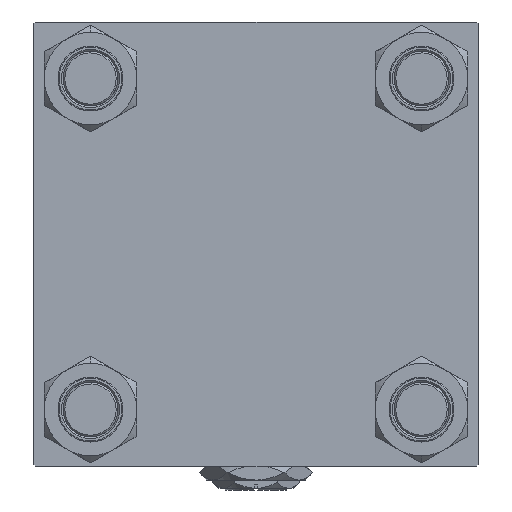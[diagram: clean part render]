
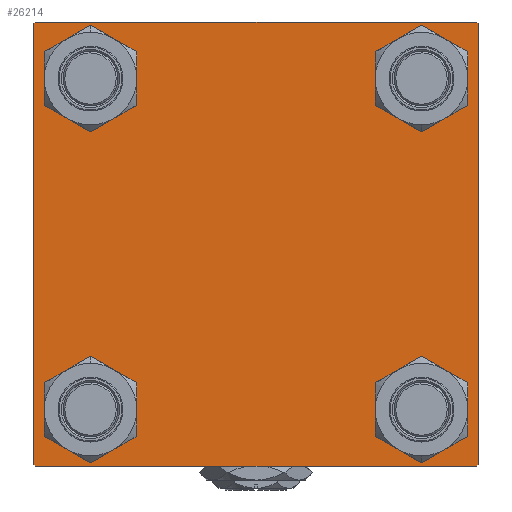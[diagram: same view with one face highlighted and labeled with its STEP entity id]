
A CAD part, left-side view. The second image highlights one B-rep face of the part: STEP entity #26214.
In plain terms, the highlighted planar face has unit normal (-1, 0, 0).
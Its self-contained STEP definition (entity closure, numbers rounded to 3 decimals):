
#831 = VERTEX_POINT ( 'NONE', #32042 ) ;
#959 = ORIENTED_EDGE ( 'NONE', *, *, #20212, .T. ) ;
#1733 = CIRCLE ( 'NONE', #8544, 8.5 ) ;
#1912 = EDGE_CURVE ( 'NONE', #26848, #831, #14248, .T. ) ;
#2238 = CARTESIAN_POINT ( 'NONE',  ( 0., -64.75, -64.75 ) ) ;
#3404 = DIRECTION ( 'NONE',  ( 0., 0., 1. ) ) ;
#3909 = EDGE_CURVE ( 'NONE', #34596, #29198, #51860, .T. ) ;
#4625 = DIRECTION ( 'NONE',  ( 1., 0., 0. ) ) ;
#5152 = VERTEX_POINT ( 'NONE', #41614 ) ;
#5344 = VERTEX_POINT ( 'NONE', #10983 ) ;
#5364 = DIRECTION ( 'NONE',  ( 0., -1., 0. ) ) ;
#5635 = LINE ( 'NONE', #18195, #20583 ) ;
#8108 = CARTESIAN_POINT ( 'NONE',  ( 0., 48.45, 48.45 ) ) ;
#8153 = DIRECTION ( 'NONE',  ( 1., 0., 0. ) ) ;
#8218 = CARTESIAN_POINT ( 'NONE',  ( 0., -48.45, -48.45 ) ) ;
#8225 = EDGE_CURVE ( 'NONE', #36935, #5344, #8514, .T. ) ;
#8514 = LINE ( 'NONE', #29338, #39089 ) ;
#8544 = AXIS2_PLACEMENT_3D ( 'NONE', #8108, #4625, #18453 ) ;
#8810 = DIRECTION ( 'NONE',  ( 0., 0., 1. ) ) ;
#8872 = VECTOR ( 'NONE', #13718, 1000. ) ;
#9307 = ORIENTED_EDGE ( 'NONE', *, *, #28510, .T. ) ;
#9445 = DIRECTION ( 'NONE',  ( 0., 0., 1. ) ) ;
#9460 = CARTESIAN_POINT ( 'NONE',  ( 0., 64.75, 64.75 ) ) ;
#10066 = EDGE_LOOP ( 'NONE', ( #19057, #42406 ) ) ;
#10091 = CARTESIAN_POINT ( 'NONE',  ( 0., -48.45, -56.95 ) ) ;
#10463 = CARTESIAN_POINT ( 'NONE',  ( 0., 65., -64.5 ) ) ;
#10983 = CARTESIAN_POINT ( 'NONE',  ( 0., -64.5, -65. ) ) ;
#12364 = AXIS2_PLACEMENT_3D ( 'NONE', #18895, #22902, #44249 ) ;
#12936 = DIRECTION ( 'NONE',  ( 0., -0.707, -0.707 ) ) ;
#12956 = VERTEX_POINT ( 'NONE', #17853 ) ;
#13135 = AXIS2_PLACEMENT_3D ( 'NONE', #49216, #45472, #16372 ) ;
#13718 = DIRECTION ( 'NONE',  ( 0., 0., -1. ) ) ;
#14248 = CIRCLE ( 'NONE', #20197, 8.5 ) ;
#14655 = EDGE_CURVE ( 'NONE', #5344, #22453, #38554, .T. ) ;
#15458 = CIRCLE ( 'NONE', #16336, 8.5 ) ;
#16336 = AXIS2_PLACEMENT_3D ( 'NONE', #8218, #46600, #45091 ) ;
#16372 = DIRECTION ( 'NONE',  ( 0., 0., 1. ) ) ;
#16683 = EDGE_CURVE ( 'NONE', #24025, #31590, #34435, .T. ) ;
#16689 = CARTESIAN_POINT ( 'NONE',  ( 0., -65., 65. ) ) ;
#17853 = CARTESIAN_POINT ( 'NONE',  ( 0., 64.5, 65. ) ) ;
#18195 = CARTESIAN_POINT ( 'NONE',  ( 0., 65., 65. ) ) ;
#18453 = DIRECTION ( 'NONE',  ( 0., 0., 1. ) ) ;
#18510 = VERTEX_POINT ( 'NONE', #51312 ) ;
#18895 = CARTESIAN_POINT ( 'NONE',  ( 0., 48.45, -48.45 ) ) ;
#19057 = ORIENTED_EDGE ( 'NONE', *, *, #32170, .T. ) ;
#19294 = ORIENTED_EDGE ( 'NONE', *, *, #44964, .T. ) ;
#19760 = DIRECTION ( 'NONE',  ( 0., 0., 1. ) ) ;
#20022 = CARTESIAN_POINT ( 'NONE',  ( 0., -48.45, -48.45 ) ) ;
#20197 = AXIS2_PLACEMENT_3D ( 'NONE', #20599, #45416, #8810 ) ;
#20212 = EDGE_CURVE ( 'NONE', #5152, #52520, #30074, .T. ) ;
#20503 = FACE_OUTER_BOUND ( 'NONE', #30436, .T. ) ;
#20583 = VECTOR ( 'NONE', #5364, 1000. ) ;
#20599 = CARTESIAN_POINT ( 'NONE',  ( 0., 48.45, 48.45 ) ) ;
#20701 = DIRECTION ( 'NONE',  ( 0., 0., -1. ) ) ;
#20922 = LINE ( 'NONE', #48958, #28246 ) ;
#21191 = AXIS2_PLACEMENT_3D ( 'NONE', #20022, #48594, #19760 ) ;
#21511 = DIRECTION ( 'NONE',  ( 0., 0.707, -0.707 ) ) ;
#21995 = EDGE_CURVE ( 'NONE', #29340, #36935, #26285, .T. ) ;
#22453 = VERTEX_POINT ( 'NONE', #32781 ) ;
#22627 = CIRCLE ( 'NONE', #12364, 8.5 ) ;
#22902 = DIRECTION ( 'NONE',  ( 1., 0., 0. ) ) ;
#23252 = VERTEX_POINT ( 'NONE', #44009 ) ;
#23710 = FACE_BOUND ( 'NONE', #38712, .T. ) ;
#24025 = VERTEX_POINT ( 'NONE', #29161 ) ;
#25134 = ORIENTED_EDGE ( 'NONE', *, *, #14655, .T. ) ;
#25182 = CIRCLE ( 'NONE', #40533, 8.5 ) ;
#25295 = VECTOR ( 'NONE', #20701, 1000. ) ;
#25606 = VECTOR ( 'NONE', #12936, 1000. ) ;
#26214 = ADVANCED_FACE ( 'NONE', ( #23710, #27988, #36251, #52549, #20503 ), #48274, .T. ) ;
#26269 = CARTESIAN_POINT ( 'NONE',  ( 0., -48.45, 56.95 ) ) ;
#26285 = LINE ( 'NONE', #42579, #25606 ) ;
#26848 = VERTEX_POINT ( 'NONE', #51490 ) ;
#27356 = CARTESIAN_POINT ( 'NONE',  ( 0., 64.5, -65. ) ) ;
#27988 = FACE_BOUND ( 'NONE', #10066, .T. ) ;
#28180 = EDGE_CURVE ( 'NONE', #12956, #18510, #46059, .T. ) ;
#28246 = VECTOR ( 'NONE', #32405, 1000. ) ;
#28443 = EDGE_CURVE ( 'NONE', #12956, #48951, #5635, .T. ) ;
#28510 = EDGE_CURVE ( 'NONE', #23252, #48951, #20922, .T. ) ;
#28623 = EDGE_LOOP ( 'NONE', ( #34619, #30763 ) ) ;
#28711 = DIRECTION ( 'NONE',  ( 1., 0., 0. ) ) ;
#28713 = LINE ( 'NONE', #16689, #25295 ) ;
#29161 = CARTESIAN_POINT ( 'NONE',  ( 0., 48.45, -39.95 ) ) ;
#29198 = VERTEX_POINT ( 'NONE', #40170 ) ;
#29338 = CARTESIAN_POINT ( 'NONE',  ( 0., 65., -65. ) ) ;
#29340 = VERTEX_POINT ( 'NONE', #10463 ) ;
#29734 = CARTESIAN_POINT ( 'NONE',  ( 0., 65., 65. ) ) ;
#29751 = CARTESIAN_POINT ( 'NONE',  ( 0., -48.45, 48.45 ) ) ;
#30074 = CIRCLE ( 'NONE', #42029, 8.5 ) ;
#30249 = ORIENTED_EDGE ( 'NONE', *, *, #28443, .F. ) ;
#30436 = EDGE_LOOP ( 'NONE', ( #48182, #52849, #38409, #25134, #34363, #9307, #30249, #37530 ) ) ;
#30478 = CARTESIAN_POINT ( 'NONE',  ( 0., -64.5, 65. ) ) ;
#30527 = LINE ( 'NONE', #29734, #8872 ) ;
#30602 = EDGE_CURVE ( 'NONE', #831, #26848, #1733, .T. ) ;
#30763 = ORIENTED_EDGE ( 'NONE', *, *, #40944, .T. ) ;
#31590 = VERTEX_POINT ( 'NONE', #43063 ) ;
#31943 = CARTESIAN_POINT ( 'NONE',  ( 0., -48.45, 48.45 ) ) ;
#32042 = CARTESIAN_POINT ( 'NONE',  ( 0., 48.45, 56.95 ) ) ;
#32170 = EDGE_CURVE ( 'NONE', #29198, #34596, #15458, .T. ) ;
#32405 = DIRECTION ( 'NONE',  ( 0., 0.707, 0.707 ) ) ;
#32499 = VECTOR ( 'NONE', #21511, 1000. ) ;
#32781 = CARTESIAN_POINT ( 'NONE',  ( 0., -65., -64.5 ) ) ;
#32996 = EDGE_LOOP ( 'NONE', ( #34256, #40689 ) ) ;
#34256 = ORIENTED_EDGE ( 'NONE', *, *, #30602, .T. ) ;
#34363 = ORIENTED_EDGE ( 'NONE', *, *, #47936, .F. ) ;
#34435 = CIRCLE ( 'NONE', #13135, 8.5 ) ;
#34596 = VERTEX_POINT ( 'NONE', #10091 ) ;
#34619 = ORIENTED_EDGE ( 'NONE', *, *, #16683, .T. ) ;
#36198 = VECTOR ( 'NONE', #47090, 1000. ) ;
#36251 = FACE_BOUND ( 'NONE', #28623, .T. ) ;
#36775 = CARTESIAN_POINT ( 'NONE',  ( 0., 0., 0. ) ) ;
#36935 = VERTEX_POINT ( 'NONE', #27356 ) ;
#37530 = ORIENTED_EDGE ( 'NONE', *, *, #28180, .T. ) ;
#38409 = ORIENTED_EDGE ( 'NONE', *, *, #8225, .T. ) ;
#38554 = LINE ( 'NONE', #2238, #36198 ) ;
#38712 = EDGE_LOOP ( 'NONE', ( #19294, #959 ) ) ;
#39089 = VECTOR ( 'NONE', #48854, 1000. ) ;
#39999 = DIRECTION ( 'NONE',  ( -1., 0., 0. ) ) ;
#40170 = CARTESIAN_POINT ( 'NONE',  ( 0., -48.45, -39.95 ) ) ;
#40533 = AXIS2_PLACEMENT_3D ( 'NONE', #29751, #28711, #9445 ) ;
#40689 = ORIENTED_EDGE ( 'NONE', *, *, #1912, .T. ) ;
#40944 = EDGE_CURVE ( 'NONE', #31590, #24025, #22627, .T. ) ;
#41614 = CARTESIAN_POINT ( 'NONE',  ( 0., -48.45, 39.95 ) ) ;
#42029 = AXIS2_PLACEMENT_3D ( 'NONE', #31943, #8153, #48236 ) ;
#42396 = EDGE_CURVE ( 'NONE', #18510, #29340, #30527, .T. ) ;
#42406 = ORIENTED_EDGE ( 'NONE', *, *, #3909, .T. ) ;
#42579 = CARTESIAN_POINT ( 'NONE',  ( 0., 64.75, -64.75 ) ) ;
#43063 = CARTESIAN_POINT ( 'NONE',  ( 0., 48.45, -56.95 ) ) ;
#44009 = CARTESIAN_POINT ( 'NONE',  ( 0., -65., 64.5 ) ) ;
#44249 = DIRECTION ( 'NONE',  ( 0., 0., 1. ) ) ;
#44964 = EDGE_CURVE ( 'NONE', #52520, #5152, #25182, .T. ) ;
#45091 = DIRECTION ( 'NONE',  ( 0., 0., 1. ) ) ;
#45416 = DIRECTION ( 'NONE',  ( 1., 0., 0. ) ) ;
#45472 = DIRECTION ( 'NONE',  ( 1., 0., 0. ) ) ;
#46059 = LINE ( 'NONE', #9460, #32499 ) ;
#46600 = DIRECTION ( 'NONE',  ( 1., 0., 0. ) ) ;
#47090 = DIRECTION ( 'NONE',  ( 0., -0.707, 0.707 ) ) ;
#47936 = EDGE_CURVE ( 'NONE', #23252, #22453, #28713, .T. ) ;
#48182 = ORIENTED_EDGE ( 'NONE', *, *, #42396, .T. ) ;
#48236 = DIRECTION ( 'NONE',  ( 0., 0., 1. ) ) ;
#48274 = PLANE ( 'NONE',  #50333 ) ;
#48594 = DIRECTION ( 'NONE',  ( 1., 0., 0. ) ) ;
#48854 = DIRECTION ( 'NONE',  ( 0., -1., 0. ) ) ;
#48951 = VERTEX_POINT ( 'NONE', #30478 ) ;
#48958 = CARTESIAN_POINT ( 'NONE',  ( 0., -64.75, 64.75 ) ) ;
#49216 = CARTESIAN_POINT ( 'NONE',  ( 0., 48.45, -48.45 ) ) ;
#50333 = AXIS2_PLACEMENT_3D ( 'NONE', #36775, #39999, #3404 ) ;
#51312 = CARTESIAN_POINT ( 'NONE',  ( 0., 65., 64.5 ) ) ;
#51490 = CARTESIAN_POINT ( 'NONE',  ( 0., 48.45, 39.95 ) ) ;
#51860 = CIRCLE ( 'NONE', #21191, 8.5 ) ;
#52520 = VERTEX_POINT ( 'NONE', #26269 ) ;
#52549 = FACE_BOUND ( 'NONE', #32996, .T. ) ;
#52849 = ORIENTED_EDGE ( 'NONE', *, *, #21995, .T. ) ;
